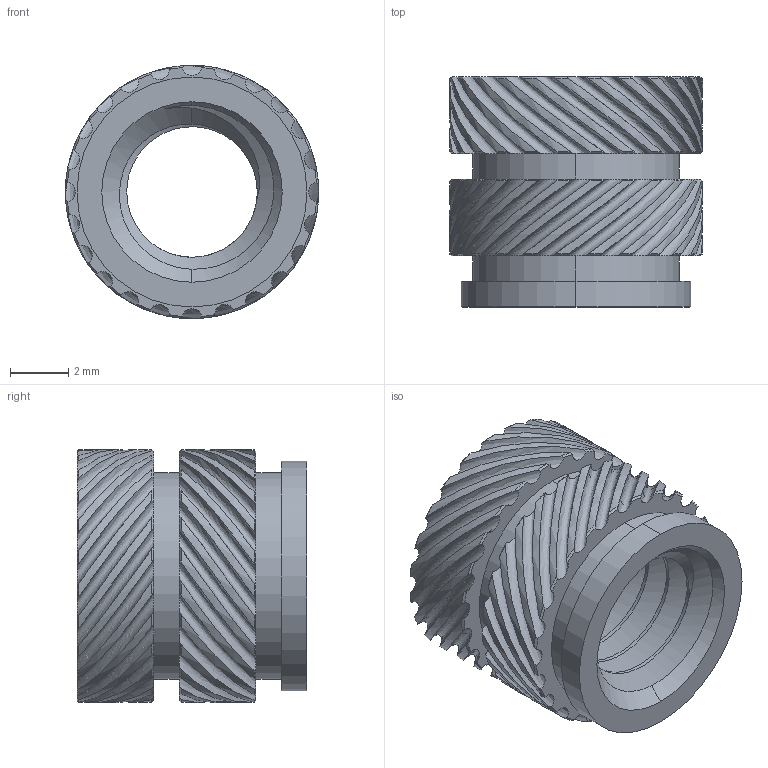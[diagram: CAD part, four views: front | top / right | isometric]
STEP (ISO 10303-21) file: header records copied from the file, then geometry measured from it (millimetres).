
FILE_DESCRIPTION (( 'STEP AP203' ), '1' );
FILE_NAME ('94459A190_Heat-Set Inserts for Plastic.STEP', '2022-01-05T15:41:01', ( 'Administrator' ), ( 'Managed by Terraform' ), 'SwSTEP 2.0', 'SolidWorks 2017', '' );
FILE_SCHEMA (( 'CONFIG_CONTROL_DESIGN' ));
Length unit declared in the file: millimetre
Products named in the file (1): 94459A190_Heat-Set Inserts for Plastic
Bounding box: 8.7 x 7.9 x 8.7 mm (x, y, z)
Volume: 232.1 mm3; surface area: 636.2 mm2
Topology: 1 solids, 1 shells, 231 faces, 675 edges, 450 vertices
Faces by surface type: cone 101, cylinder 74, bspline 50, plane 6
Entity records: 14729 total; most frequent: CARTESIAN_POINT 9413, ORIENTED_EDGE 1350, DIRECTION 912, EDGE_CURVE 675, VERTEX_POINT 450, AXIS2_PLACEMENT_3D 441, CIRCLE 259, EDGE_LOOP 237
